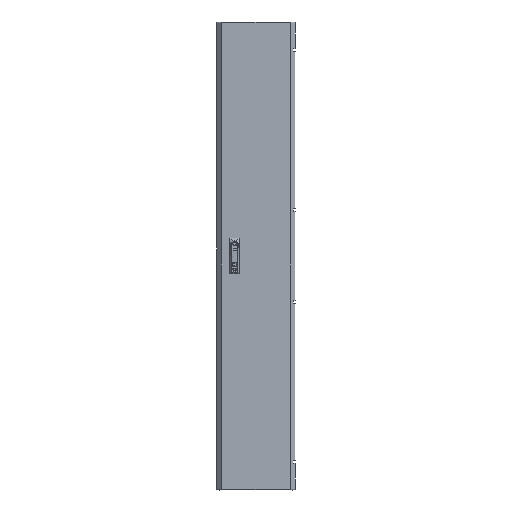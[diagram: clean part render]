
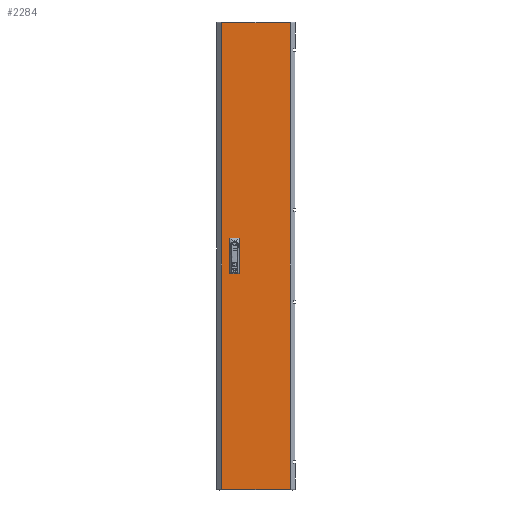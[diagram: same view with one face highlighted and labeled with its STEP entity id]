
A CAD part, top view. The second image highlights one B-rep face of the part: STEP entity #2284.
In plain terms, the highlighted planar face has unit normal (0, 0, 1).
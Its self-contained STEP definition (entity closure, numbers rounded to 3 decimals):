
#602 = DIRECTION ( 'NONE',  ( 0., -1., 0. ) ) ;
#831 = ORIENTED_EDGE ( 'NONE', *, *, #98133, .F. ) ;
#2284 = ADVANCED_FACE ( 'NONE', ( #114590, #42521, #18789 ), #105463, .F. ) ;
#2320 = EDGE_LOOP ( 'NONE', ( #55704, #105821, #59942, #76331 ) ) ;
#2346 = LINE ( 'NONE', #44307, #133158 ) ;
#6783 = CARTESIAN_POINT ( 'NONE',  ( -127.875, 869.5, 0. ) ) ;
#8163 = CARTESIAN_POINT ( 'NONE',  ( -92.5, -62.5, 0. ) ) ;
#10564 = VECTOR ( 'NONE', #75838, 1000. ) ;
#10810 = LINE ( 'NONE', #129623, #10564 ) ;
#13894 = DIRECTION ( 'NONE',  ( -1., 0., 0. ) ) ;
#15699 = CARTESIAN_POINT ( 'NONE',  ( -67.5, 12.5, 0. ) ) ;
#15953 = ORIENTED_EDGE ( 'NONE', *, *, #33484, .F. ) ;
#18789 = FACE_OUTER_BOUND ( 'NONE', #2320, .T. ) ;
#19729 = VECTOR ( 'NONE', #132461, 1000. ) ;
#20178 = CARTESIAN_POINT ( 'NONE',  ( -127.875, -869.5, 0. ) ) ;
#21200 = VECTOR ( 'NONE', #81512, 1000. ) ;
#21868 = VERTEX_POINT ( 'NONE', #75911 ) ;
#25339 = AXIS2_PLACEMENT_3D ( 'NONE', #62143, #51658, #96347 ) ;
#26744 = ORIENTED_EDGE ( 'NONE', *, *, #64733, .F. ) ;
#29505 = VERTEX_POINT ( 'NONE', #8163 ) ;
#29620 = EDGE_CURVE ( 'NONE', #65693, #83382, #89872, .T. ) ;
#29653 = VECTOR ( 'NONE', #107061, 1000. ) ;
#30272 = VERTEX_POINT ( 'NONE', #93813 ) ;
#31544 = ORIENTED_EDGE ( 'NONE', *, *, #33447, .F. ) ;
#32248 = CARTESIAN_POINT ( 'NONE',  ( -67.5, 12.5, 0. ) ) ;
#32924 = CARTESIAN_POINT ( 'NONE',  ( 127.875, -869.5, 0. ) ) ;
#33447 = EDGE_CURVE ( 'NONE', #51019, #21868, #85409, .T. ) ;
#33484 = EDGE_CURVE ( 'NONE', #83382, #51019, #126663, .T. ) ;
#36485 = EDGE_CURVE ( 'NONE', #107853, #122293, #57633, .T. ) ;
#36543 = VERTEX_POINT ( 'NONE', #51288 ) ;
#37356 = CARTESIAN_POINT ( 'NONE',  ( -127.875, -869.5, 0. ) ) ;
#39322 = CARTESIAN_POINT ( 'NONE',  ( -92.5, -62.5, 0. ) ) ;
#40237 = LINE ( 'NONE', #90652, #21200 ) ;
#41573 = EDGE_CURVE ( 'NONE', #36543, #29505, #10810, .T. ) ;
#42521 = FACE_BOUND ( 'NONE', #120930, .T. ) ;
#42545 = CARTESIAN_POINT ( 'NONE',  ( -127.875, -869.5, 0. ) ) ;
#44131 = EDGE_LOOP ( 'NONE', ( #120995, #31544, #15953, #70730 ) ) ;
#44307 = CARTESIAN_POINT ( 'NONE',  ( -92.5, 62.5, 0. ) ) ;
#51019 = VERTEX_POINT ( 'NONE', #15699 ) ;
#51288 = CARTESIAN_POINT ( 'NONE',  ( -92.5, -12.5, 0. ) ) ;
#51658 = DIRECTION ( 'NONE',  ( 0., 0., -1. ) ) ;
#51885 = DIRECTION ( 'NONE',  ( 0., 1., 0. ) ) ;
#55704 = ORIENTED_EDGE ( 'NONE', *, *, #85501, .T. ) ;
#55922 = CARTESIAN_POINT ( 'NONE',  ( 127.875, -869.5, 0. ) ) ;
#56710 = ORIENTED_EDGE ( 'NONE', *, *, #41573, .F. ) ;
#56866 = VERTEX_POINT ( 'NONE', #81957 ) ;
#57633 = LINE ( 'NONE', #37356, #63692 ) ;
#59942 = ORIENTED_EDGE ( 'NONE', *, *, #132991, .T. ) ;
#62143 = CARTESIAN_POINT ( 'NONE',  ( 0., 0., 0. ) ) ;
#63551 = LINE ( 'NONE', #42545, #67397 ) ;
#63692 = VECTOR ( 'NONE', #121247, 1000. ) ;
#64293 = VECTOR ( 'NONE', #77627, 1000. ) ;
#64432 = CARTESIAN_POINT ( 'NONE',  ( -92.5, 12.5, 0. ) ) ;
#64733 = EDGE_CURVE ( 'NONE', #30272, #36543, #76860, .T. ) ;
#65041 = LINE ( 'NONE', #55922, #64293 ) ;
#65693 = VERTEX_POINT ( 'NONE', #67415 ) ;
#66545 = CARTESIAN_POINT ( 'NONE',  ( -92.5, 12.5, 0. ) ) ;
#67397 = VECTOR ( 'NONE', #602, 1000. ) ;
#67415 = CARTESIAN_POINT ( 'NONE',  ( -92.5, 62.5, 0. ) ) ;
#69517 = ORIENTED_EDGE ( 'NONE', *, *, #96344, .F. ) ;
#70122 = VERTEX_POINT ( 'NONE', #120440 ) ;
#70730 = ORIENTED_EDGE ( 'NONE', *, *, #29620, .F. ) ;
#72001 = VECTOR ( 'NONE', #13894, 1000. ) ;
#74112 = LINE ( 'NONE', #117399, #106795 ) ;
#75838 = DIRECTION ( 'NONE',  ( 0., -1., 0. ) ) ;
#75911 = CARTESIAN_POINT ( 'NONE',  ( -67.5, 62.5, 0. ) ) ;
#76331 = ORIENTED_EDGE ( 'NONE', *, *, #36485, .T. ) ;
#76860 = LINE ( 'NONE', #120161, #72001 ) ;
#77627 = DIRECTION ( 'NONE',  ( 0., 1., 0. ) ) ;
#80061 = CARTESIAN_POINT ( 'NONE',  ( -92.5, 12.5, 0. ) ) ;
#81512 = DIRECTION ( 'NONE',  ( 0., 1., 0. ) ) ;
#81957 = CARTESIAN_POINT ( 'NONE',  ( 127.875, 869.5, 0. ) ) ;
#83382 = VERTEX_POINT ( 'NONE', #66545 ) ;
#85409 = LINE ( 'NONE', #32248, #123468 ) ;
#85501 = EDGE_CURVE ( 'NONE', #122293, #56866, #65041, .T. ) ;
#89872 = LINE ( 'NONE', #80061, #19729 ) ;
#90139 = VECTOR ( 'NONE', #135035, 1000. ) ;
#90652 = CARTESIAN_POINT ( 'NONE',  ( -67.5, -62.5, 0. ) ) ;
#93813 = CARTESIAN_POINT ( 'NONE',  ( -67.5, -12.5, 0. ) ) ;
#96344 = EDGE_CURVE ( 'NONE', #29505, #70122, #112736, .T. ) ;
#96347 = DIRECTION ( 'NONE',  ( -1., 0., 0. ) ) ;
#98133 = EDGE_CURVE ( 'NONE', #70122, #30272, #40237, .T. ) ;
#105463 = PLANE ( 'NONE',  #25339 ) ;
#105821 = ORIENTED_EDGE ( 'NONE', *, *, #132095, .T. ) ;
#106795 = VECTOR ( 'NONE', #116706, 1000. ) ;
#107061 = DIRECTION ( 'NONE',  ( 1., 0., 0. ) ) ;
#107853 = VERTEX_POINT ( 'NONE', #20178 ) ;
#112736 = LINE ( 'NONE', #39322, #90139 ) ;
#114590 = FACE_BOUND ( 'NONE', #44131, .T. ) ;
#116706 = DIRECTION ( 'NONE',  ( -1., 0., 0. ) ) ;
#117068 = VERTEX_POINT ( 'NONE', #6783 ) ;
#117399 = CARTESIAN_POINT ( 'NONE',  ( -127.875, 869.5, 0. ) ) ;
#120161 = CARTESIAN_POINT ( 'NONE',  ( -92.5, -12.5, 0. ) ) ;
#120440 = CARTESIAN_POINT ( 'NONE',  ( -67.5, -62.5, 0. ) ) ;
#120930 = EDGE_LOOP ( 'NONE', ( #26744, #831, #69517, #56710 ) ) ;
#120995 = ORIENTED_EDGE ( 'NONE', *, *, #131373, .F. ) ;
#121247 = DIRECTION ( 'NONE',  ( 1., 0., 0. ) ) ;
#122293 = VERTEX_POINT ( 'NONE', #32924 ) ;
#123468 = VECTOR ( 'NONE', #51885, 1000. ) ;
#126663 = LINE ( 'NONE', #64432, #29653 ) ;
#129583 = DIRECTION ( 'NONE',  ( -1., 0., 0. ) ) ;
#129623 = CARTESIAN_POINT ( 'NONE',  ( -92.5, -62.5, 0. ) ) ;
#131373 = EDGE_CURVE ( 'NONE', #21868, #65693, #2346, .T. ) ;
#132095 = EDGE_CURVE ( 'NONE', #56866, #117068, #74112, .T. ) ;
#132461 = DIRECTION ( 'NONE',  ( 0., -1., 0. ) ) ;
#132991 = EDGE_CURVE ( 'NONE', #117068, #107853, #63551, .T. ) ;
#133158 = VECTOR ( 'NONE', #129583, 1000. ) ;
#135035 = DIRECTION ( 'NONE',  ( 1., 0., 0. ) ) ;
